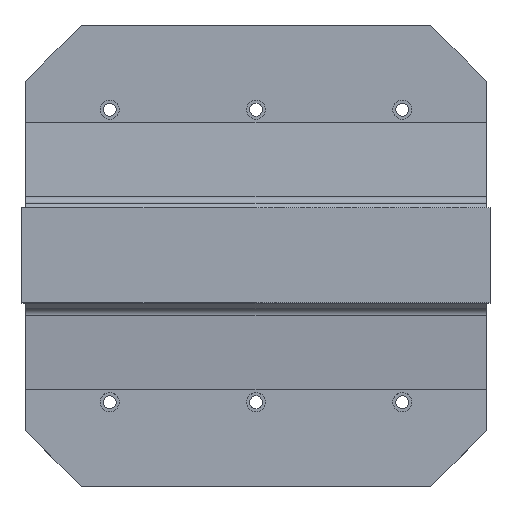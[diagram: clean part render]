
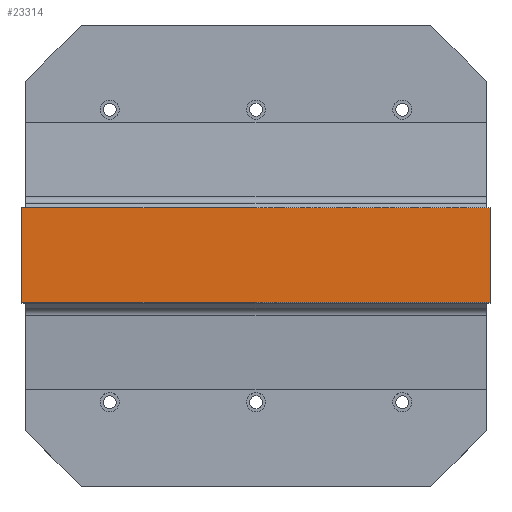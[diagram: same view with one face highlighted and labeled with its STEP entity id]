
A CAD part, top view. The second image highlights one B-rep face of the part: STEP entity #23314.
In plain terms, the highlighted planar face has unit normal (0, 0, 1).
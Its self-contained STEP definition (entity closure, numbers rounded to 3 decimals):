
#8246=VERTEX_POINT('',#23950);
#11658=VERTEX_POINT('',#27827);
#12584=VERTEX_POINT('',#28898);
#14344=EDGE_CURVE('',#20984,#12584,#30910,.T.);
#16764=EDGE_CURVE('',#8246,#12584,#33651,.T.);
#20984=VERTEX_POINT('',#38694);
#21370=EDGE_CURVE('',#11658,#8246,#39134,.T.);
#21900=EDGE_CURVE('',#20984,#11658,#39731,.T.);
#23314=ADVANCED_FACE('',(#41334),#41335,.T.);
#23950=CARTESIAN_POINT('',(-320.0,-65.,725.0));
#27827=CARTESIAN_POINT('',(-320.0,65.,725.0));
#28898=CARTESIAN_POINT('',(320.0,-65.,725.0));
#30910=LINE('',#50880,#50881);
#33651=LINE('',#54396,#54397);
#38694=CARTESIAN_POINT('',(320.0,65.,725.0));
#39134=LINE('',#61370,#61371);
#39731=LINE('',#62150,#62151);
#41334=FACE_OUTER_BOUND('',#64179,.T.);
#41335=PLANE('',#64180);
#50880=CARTESIAN_POINT('',(320.0,0.,725.0));
#50881=VECTOR('',#73754,1.0);
#54396=CARTESIAN_POINT('',(-160.0,-65.0,725.0));
#54397=VECTOR('',#77062,1.0);
#61370=CARTESIAN_POINT('',(-320.0,0.,725.0));
#61371=VECTOR('',#84188,1.0);
#62150=CARTESIAN_POINT('',(-160.0,65.0,725.0));
#62151=VECTOR('',#84939,1.0);
#64179=EDGE_LOOP('',(#86931,#86932,#86933,#86934));
#64180=AXIS2_PLACEMENT_3D('',#86935,#86936,#86937);
#73754=DIRECTION('',(0.0,-1.0,0.));
#77062=DIRECTION('',(1.0,0.,0.));
#84188=DIRECTION('',(0.0,-1.0,0.));
#84939=DIRECTION('',(-1.0,0.,0.));
#86931=ORIENTED_EDGE('',*,*,#16764,.T.);
#86932=ORIENTED_EDGE('',*,*,#14344,.F.);
#86933=ORIENTED_EDGE('',*,*,#21900,.T.);
#86934=ORIENTED_EDGE('',*,*,#21370,.T.);
#86935=CARTESIAN_POINT('',(-320.0,0.,725.0));
#86936=DIRECTION('',(0.0,0.,1.0));
#86937=DIRECTION('',(0.0,-1.0,0.));
